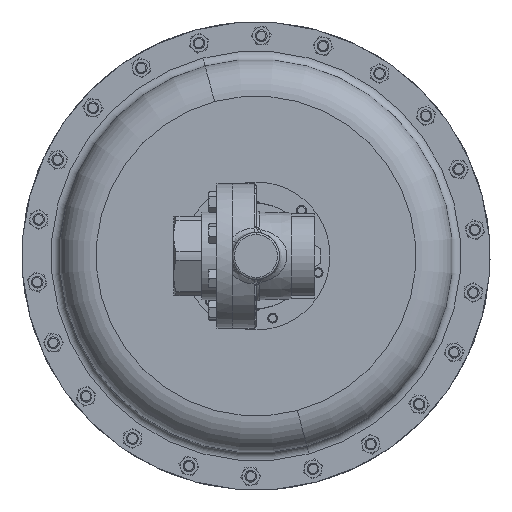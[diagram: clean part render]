
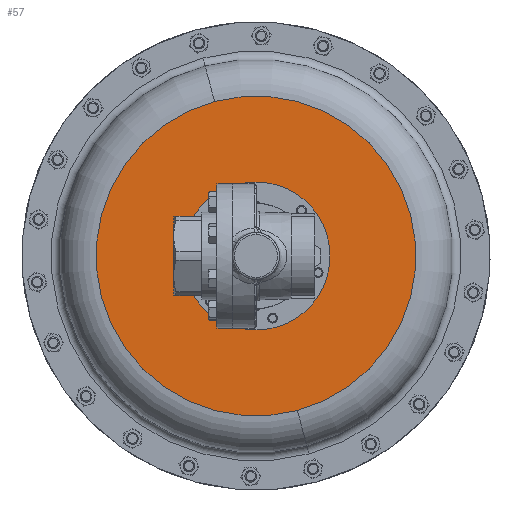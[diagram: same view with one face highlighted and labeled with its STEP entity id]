
A CAD part, front view. The second image highlights one B-rep face of the part: STEP entity #57.
In plain terms, the highlighted planar face has unit normal (0, -1, 0).
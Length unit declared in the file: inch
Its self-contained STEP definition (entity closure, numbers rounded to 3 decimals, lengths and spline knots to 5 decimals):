
#57 = ADVANCED_FACE ( 'NONE', ( #27934, #36687 ), #32943, .T. ) ;
#2786 = CARTESIAN_POINT ( 'NONE',  ( -1.67938, 7.2525, 1.67938 ) ) ;
#2809 = CARTESIAN_POINT ( 'NONE',  ( -1.32645, 7.2525, 4.95037 ) ) ;
#4916 = CARTESIAN_POINT ( 'NONE',  ( 1.32645, 7.2525, -4.95037 ) ) ;
#5132 = ORIENTED_EDGE ( 'NONE', *, *, #36720, .F. ) ;
#7232 = VERTEX_POINT ( 'NONE', #25856 ) ;
#9308 = VERTEX_POINT ( 'NONE', #2809 ) ;
#9401 = CARTESIAN_POINT ( 'NONE',  ( 0., 7.2525, 0. ) ) ;
#9748 = DIRECTION ( 'NONE',  ( 0., 1., 0. ) ) ;
#10457 = AXIS2_PLACEMENT_3D ( 'NONE', #37744, #37873, #37912 ) ;
#12412 = DIRECTION ( 'NONE',  ( 0.259, 0., -0.966 ) ) ;
#12970 = CARTESIAN_POINT ( 'NONE',  ( 0., 7.2525, 0. ) ) ;
#14821 = EDGE_LOOP ( 'NONE', ( #37006, #18269 ) ) ;
#15011 = CIRCLE ( 'NONE', #17073, 5.125 ) ;
#15989 = DIRECTION ( 'NONE',  ( -0.707, 0., 0.707 ) ) ;
#16550 = DIRECTION ( 'NONE',  ( 0., 1., 0. ) ) ;
#17073 = AXIS2_PLACEMENT_3D ( 'NONE', #27642, #9748, #30648 ) ;
#18269 = ORIENTED_EDGE ( 'NONE', *, *, #24685, .T. ) ;
#18381 = VERTEX_POINT ( 'NONE', #2786 ) ;
#19891 = CIRCLE ( 'NONE', #33526, 5.125 ) ;
#21899 = AXIS2_PLACEMENT_3D ( 'NONE', #34365, #16550, #37289 ) ;
#23427 = AXIS2_PLACEMENT_3D ( 'NONE', #12970, #33813, #15989 ) ;
#24685 = EDGE_CURVE ( 'NONE', #18381, #7232, #29651, .T. ) ;
#25856 = CARTESIAN_POINT ( 'NONE',  ( 1.67938, 7.2525, -1.67938 ) ) ;
#27021 = ORIENTED_EDGE ( 'NONE', *, *, #28428, .F. ) ;
#27642 = CARTESIAN_POINT ( 'NONE',  ( 0., 7.2525, 0. ) ) ;
#27934 = FACE_OUTER_BOUND ( 'NONE', #37078, .T. ) ;
#28428 = EDGE_CURVE ( 'NONE', #9308, #31244, #15011, .T. ) ;
#29651 = CIRCLE ( 'NONE', #23427, 2.375 ) ;
#30313 = DIRECTION ( 'NONE',  ( 0., 1., 0. ) ) ;
#30648 = DIRECTION ( 'NONE',  ( 0.259, 0., -0.966 ) ) ;
#31244 = VERTEX_POINT ( 'NONE', #4916 ) ;
#32267 = CIRCLE ( 'NONE', #21899, 2.375 ) ;
#32395 = EDGE_CURVE ( 'NONE', #7232, #18381, #32267, .T. ) ;
#32943 = PLANE ( 'NONE',  #10457 ) ;
#33526 = AXIS2_PLACEMENT_3D ( 'NONE', #9401, #30313, #12412 ) ;
#33813 = DIRECTION ( 'NONE',  ( 0., 1., 0. ) ) ;
#34365 = CARTESIAN_POINT ( 'NONE',  ( 0., 7.2525, 0. ) ) ;
#36687 = FACE_BOUND ( 'NONE', #14821, .T. ) ;
#36720 = EDGE_CURVE ( 'NONE', #31244, #9308, #19891, .T. ) ;
#37006 = ORIENTED_EDGE ( 'NONE', *, *, #32395, .T. ) ;
#37078 = EDGE_LOOP ( 'NONE', ( #5132, #27021 ) ) ;
#37289 = DIRECTION ( 'NONE',  ( -0.707, 0., 0.707 ) ) ;
#37744 = CARTESIAN_POINT ( 'NONE',  ( -4.95037, 7.2525, -1.32645 ) ) ;
#37873 = DIRECTION ( 'NONE',  ( 0., -1., 0. ) ) ;
#37912 = DIRECTION ( 'NONE',  ( -0.259, 0., 0.966 ) ) ;
